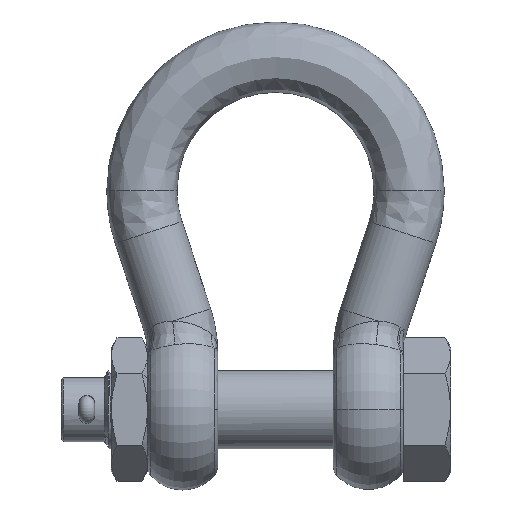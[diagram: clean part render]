
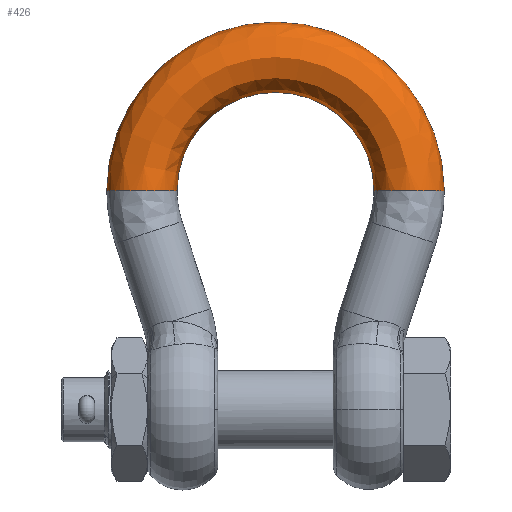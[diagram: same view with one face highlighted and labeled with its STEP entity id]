
A CAD part, top view. The second image highlights one B-rep face of the part: STEP entity #426.
In plain terms, the highlighted free-form (B-spline) face has degree [3, 3] with [4, 7] control points.
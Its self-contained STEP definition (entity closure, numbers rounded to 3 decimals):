
#426=ADVANCED_FACE('NONE',(#1568),#1569,.F.);
#1568=FACE_OUTER_BOUND('',#8576,.T.);
#1569=(B_SPLINE_SURFACE(3,3,((#8578,#8579,#8580,#8581,#8582,#8583,#8584),(#8585,#8586,#8587,#8588,#8589,#8590,#8591),(#8592,#8593,#8594,#8595,#8596,#8597,#8598),(#8599,#8600,#8601,#8602,#8603,#8604,#8605)),.UNSPECIFIED.,.F.,.F.,.F.)B_SPLINE_SURFACE_WITH_KNOTS((4,4),(4,3,4),(0.0,1.0),(0.0,0.5,1.0),.UNSPECIFIED.)RATIONAL_B_SPLINE_SURFACE(((1.0,0.805,0.805,1.0,0.805,0.805,1.0),(0.333,0.268,0.268,0.333,0.268,0.268,0.333),(0.333,0.268,0.268,0.333,0.268,0.268,0.333),(1.0,0.805,0.805,1.0,0.805,0.805,1.0)))BOUNDED_SURFACE()REPRESENTATION_ITEM('')GEOMETRIC_REPRESENTATION_ITEM()SURFACE());
#8576=EDGE_LOOP('',(#14920,#14921,#14922,#14923));
#8578=CARTESIAN_POINT('',(-63.0,140.,0.));
#8579=CARTESIAN_POINT('',(-63.,176.905,0.));
#8580=CARTESIAN_POINT('',(-36.905,203.,0.));
#8581=CARTESIAN_POINT('',(0.,203.0,0.));
#8582=CARTESIAN_POINT('',(36.905,203.,0.));
#8583=CARTESIAN_POINT('',(63.0,176.905,0.));
#8584=CARTESIAN_POINT('',(63.0,140.0,0.));
#8585=CARTESIAN_POINT('',(-63.0,140.,45.0));
#8586=CARTESIAN_POINT('',(-63.,176.905,45.0));
#8587=CARTESIAN_POINT('',(-36.905,203.,45.0));
#8588=CARTESIAN_POINT('',(0.,203.0,45.0));
#8589=CARTESIAN_POINT('',(36.905,203.,45.0));
#8590=CARTESIAN_POINT('',(63.0,176.905,45.0));
#8591=CARTESIAN_POINT('',(63.0,140.0,45.0));
#8592=CARTESIAN_POINT('',(-108.0,140.,45.0));
#8593=CARTESIAN_POINT('',(-108.,203.265,45.0));
#8594=CARTESIAN_POINT('',(-63.265,248.,45.0));
#8595=CARTESIAN_POINT('',(0.,248.0,45.0));
#8596=CARTESIAN_POINT('',(63.265,248.,45.0));
#8597=CARTESIAN_POINT('',(108.0,203.265,45.0));
#8598=CARTESIAN_POINT('',(108.0,140.0,45.0));
#8599=CARTESIAN_POINT('',(-108.0,140.,0.));
#8600=CARTESIAN_POINT('',(-108.,203.265,0.));
#8601=CARTESIAN_POINT('',(-63.265,248.,0.));
#8602=CARTESIAN_POINT('',(0.,248.0,0.));
#8603=CARTESIAN_POINT('',(63.265,248.,0.));
#8604=CARTESIAN_POINT('',(108.0,203.265,0.));
#8605=CARTESIAN_POINT('',(108.0,140.0,0.));
#14920=ORIENTED_EDGE('',*,*,#19288,.T.);
#14921=ORIENTED_EDGE('',*,*,#19290,.T.);
#14922=ORIENTED_EDGE('',*,*,#19286,.T.);
#14923=ORIENTED_EDGE('',*,*,#19291,.F.);
#19286=EDGE_CURVE('NONE',#22109,#22110,#22111,.T.);
#19288=EDGE_CURVE('NONE',#22114,#22112,#22115,.T.);
#19290=EDGE_CURVE('NONE',#22112,#22109,#22117,.T.);
#19291=EDGE_CURVE('NONE',#22114,#22110,#22118,.T.);
#22109=VERTEX_POINT('NONE',#30528);
#22110=VERTEX_POINT('NONE',#30529);
#22111=CIRCLE('',#30530,108.0);
#22112=VERTEX_POINT('NONE',#30531);
#22114=VERTEX_POINT('NONE',#30543);
#22115=CIRCLE('',#30544,63.0);
#22117=(B_SPLINE_CURVE(3,(#30547,#30548,#30549,#30550),.UNSPECIFIED.,.F.,.F.)B_SPLINE_CURVE_WITH_KNOTS((4,4),(0.0,1.0),.UNSPECIFIED.)RATIONAL_B_SPLINE_CURVE((1.0,0.333,0.333,1.0))BOUNDED_CURVE()REPRESENTATION_ITEM('')GEOMETRIC_REPRESENTATION_ITEM()CURVE());
#22118=CIRCLE('',#30557,22.5);
#30528=CARTESIAN_POINT('',(108.0,140.0,0.));
#30529=CARTESIAN_POINT('',(-108.,140.,0.));
#30530=AXIS2_PLACEMENT_3D('',#39273,#39274,#39275);
#30531=CARTESIAN_POINT('',(63.0,140.0,0.));
#30543=CARTESIAN_POINT('',(-63.,140.,0.));
#30544=AXIS2_PLACEMENT_3D('',#39276,#39277,#39278);
#30547=CARTESIAN_POINT('',(63.0,140.0,0.));
#30548=CARTESIAN_POINT('',(63.0,140.0,45.0));
#30549=CARTESIAN_POINT('',(108.0,140.0,45.0));
#30550=CARTESIAN_POINT('',(108.0,140.0,0.));
#30557=AXIS2_PLACEMENT_3D('',#39282,#39283,#39284);
#39273=CARTESIAN_POINT('',(0.0,140.0,0.));
#39274=DIRECTION('',(0.0,-0.0,1.0));
#39275=DIRECTION('',(1.0,0.0,0.0));
#39276=CARTESIAN_POINT('',(0.0,140.0,0.));
#39277=DIRECTION('',(0.0,0.0,-1.0));
#39278=DIRECTION('',(1.0,0.0,0.0));
#39282=CARTESIAN_POINT('',(-85.5,140.0,0.));
#39283=DIRECTION('',(0.0,-1.0,0.0));
#39284=DIRECTION('',(0.0,0.0,-1.0));
